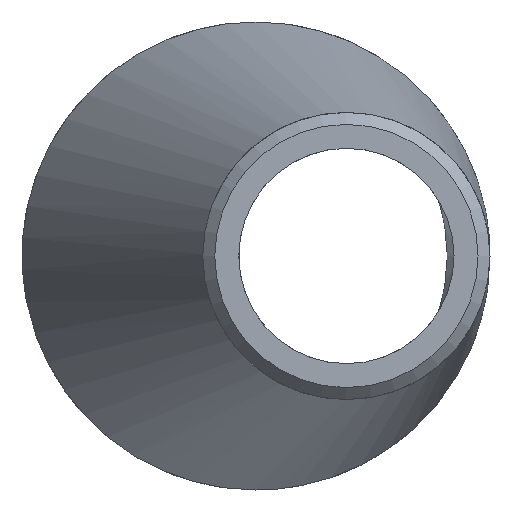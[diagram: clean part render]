
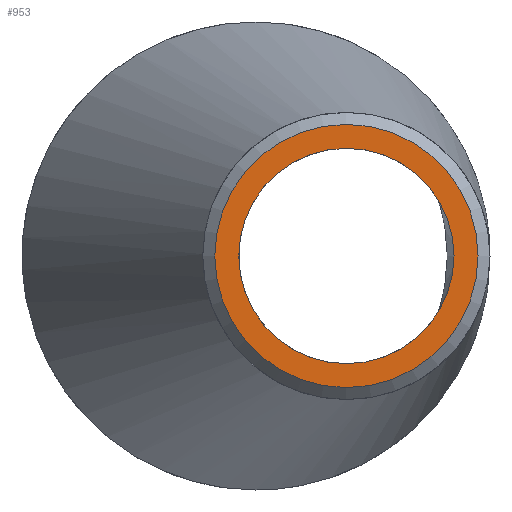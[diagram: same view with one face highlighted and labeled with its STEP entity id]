
A CAD part, left-side view. The second image highlights one B-rep face of the part: STEP entity #953.
In plain terms, the highlighted planar face has unit normal (-1, 0, 0).
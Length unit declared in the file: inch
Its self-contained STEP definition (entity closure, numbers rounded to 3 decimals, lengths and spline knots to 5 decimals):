
#22 = AXIS2_PLACEMENT_3D ( 'NONE', #561, #988, #220 ) ;
#64 = ORIENTED_EDGE ( 'NONE', *, *, #1873, .T. ) ;
#145 = DIRECTION ( 'NONE',  ( 1., 0., 0. ) ) ;
#186 = CARTESIAN_POINT ( 'NONE',  ( 0., -1.21654, -1.44882 ) ) ;
#199 = DIRECTION ( 'NONE',  ( 0., 0., -1. ) ) ;
#220 = DIRECTION ( 'NONE',  ( 0., 0., -1. ) ) ;
#324 = CIRCLE ( 'NONE', #1878, 1.44882 ) ;
#419 = CARTESIAN_POINT ( 'NONE',  ( 0., -1.21654, -1.77165 ) ) ;
#449 = PLANE ( 'NONE',  #1220 ) ;
#561 = CARTESIAN_POINT ( 'NONE',  ( 0., -1.21654, 0. ) ) ;
#607 = VERTEX_POINT ( 'NONE', #186 ) ;
#857 = FACE_BOUND ( 'NONE', #1520, .T. ) ;
#942 = CARTESIAN_POINT ( 'NONE',  ( 0., -1.21654, 0. ) ) ;
#953 = ADVANCED_FACE ( 'NONE', ( #857, #1181 ), #449, .F. ) ;
#954 = DIRECTION ( 'NONE',  ( 1., 0., 0. ) ) ;
#962 = DIRECTION ( 'NONE',  ( 0., 0., -1. ) ) ;
#988 = DIRECTION ( 'NONE',  ( 1., 0., 0. ) ) ;
#996 = CIRCLE ( 'NONE', #22, 1.77165 ) ;
#1023 = CARTESIAN_POINT ( 'NONE',  ( 0., 0., 0. ) ) ;
#1095 = EDGE_LOOP ( 'NONE', ( #1103 ) ) ;
#1103 = ORIENTED_EDGE ( 'NONE', *, *, #1279, .F. ) ;
#1181 = FACE_OUTER_BOUND ( 'NONE', #1095, .T. ) ;
#1220 = AXIS2_PLACEMENT_3D ( 'NONE', #1023, #145, #199 ) ;
#1223 = VERTEX_POINT ( 'NONE', #419 ) ;
#1279 = EDGE_CURVE ( 'NONE', #1223, #1223, #996, .T. ) ;
#1520 = EDGE_LOOP ( 'NONE', ( #64 ) ) ;
#1873 = EDGE_CURVE ( 'NONE', #607, #607, #324, .T. ) ;
#1878 = AXIS2_PLACEMENT_3D ( 'NONE', #942, #954, #962 ) ;
